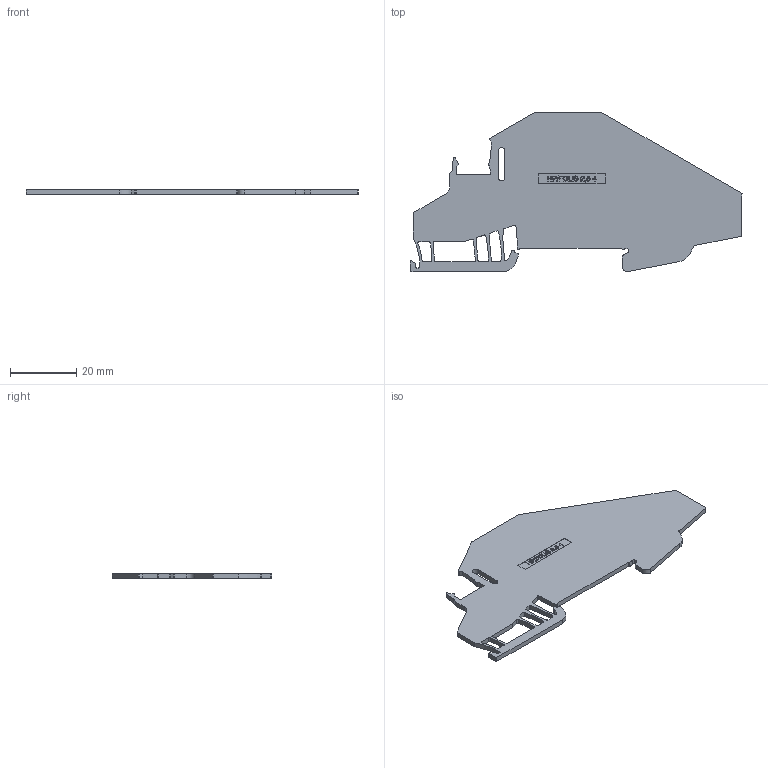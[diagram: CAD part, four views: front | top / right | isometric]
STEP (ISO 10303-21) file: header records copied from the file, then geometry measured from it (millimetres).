
FILE_DESCRIPTION(/* description */ (''),/* implementation_level */ '2;1');
FILE_NAME(/* name */ '3483.5_HP FDLIS 10x3.stp',/* time_stamp */ '2018-06-25T13:55:45+02:00',/* author */ (''),/* organization */ (''),/* preprocessor_version */ 'ST-DEVELOPER v16',/* originating_system */ 'SIEMENS PLM Software NX 10.0',/* authorisation */ '');
FILE_SCHEMA (('AP203_CONFIGURATION_CONTROLLED_3D_DESIGN_OF_MECHANICAL_PARTS_AND_ASSEMBLIES_MIM_LF { 1 0 10303 403 2 1 2}'));
Length unit declared in the file: millimetre
Products named in the file (1): scho322C8A4Dvnfq
Bounding box: 100 x 48 x 1.5 mm (x, y, z)
Volume: 4562.1 mm3; surface area: 6755.7 mm2
Topology: 1 solids, 1 shells, 249 faces, 688 edges, 459 vertices
Faces by surface type: plane 157, cylinder 73, extrusion 19
Entity records: 8805 total; most frequent: CARTESIAN_POINT 2582, ORIENTED_EDGE 1376, DIRECTION 1111, EDGE_CURVE 688, VERTEX_POINT 459, AXIS2_PLACEMENT_3D 377, VECTOR 357, LINE 338
